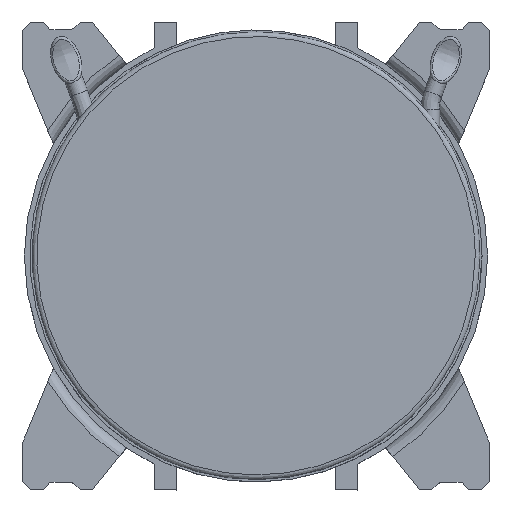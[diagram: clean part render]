
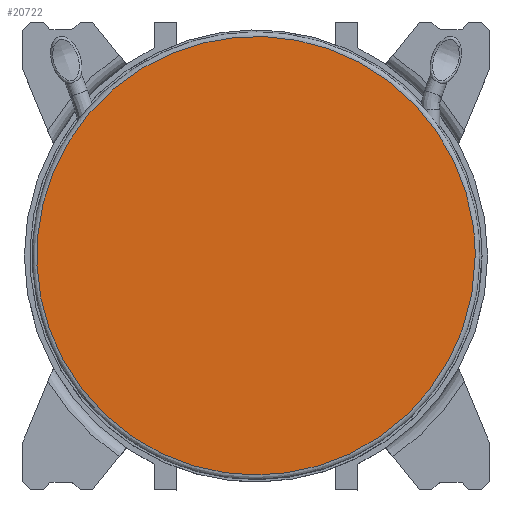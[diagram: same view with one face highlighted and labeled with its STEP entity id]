
A CAD part, top view. The second image highlights one B-rep face of the part: STEP entity #20722.
In plain terms, the highlighted free-form (B-spline) face has degree [1, 1] with [2, 2] control points.
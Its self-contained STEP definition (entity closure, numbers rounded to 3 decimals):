
#20689=CARTESIAN_POINT('',(0.97,0.,0.4));
#20690=VERTEX_POINT('',#20689);
#20697=CARTESIAN_POINT('',(0.97,0.,0.4));
#20698=CARTESIAN_POINT('',(0.97,-0.97,0.4));
#20699=CARTESIAN_POINT('',(0.,-0.97,0.4));
#20700=CARTESIAN_POINT('',(-0.97,-0.97,0.4));
#20701=CARTESIAN_POINT('',(-0.97,0.,0.4));
#20702=CARTESIAN_POINT('',(-0.97,0.97,0.4));
#20703=CARTESIAN_POINT('',(0.,0.97,0.4));
#20704=CARTESIAN_POINT('',(0.97,0.97,0.4));
#20705=CARTESIAN_POINT('',(0.97,0.,0.4));
#20706=(BOUNDED_CURVE()B_SPLINE_CURVE(2,(#20697,#20698,#20699,#20700,#20701,#20702,#20703,#20704,#20705),.CIRCULAR_ARC.,.T.,.U.)B_SPLINE_CURVE_WITH_KNOTS((3,2,2,2,3),(0.,0.25,0.5,0.75,1.),.UNSPECIFIED.)CURVE()GEOMETRIC_REPRESENTATION_ITEM()RATIONAL_B_SPLINE_CURVE((1.,0.707,1.,0.707,1.,0.707,1.,0.707,1.))REPRESENTATION_ITEM(''));
#20707=EDGE_CURVE('',#20690,#20690,#20706,.T.);
#20714=CARTESIAN_POINT('',(-2.91,-2.91,0.4));
#20715=CARTESIAN_POINT('',(-2.91,2.91,0.4));
#20716=CARTESIAN_POINT('',(2.91,-2.91,0.4));
#20717=CARTESIAN_POINT('',(2.91,2.91,0.4));
#20718=B_SPLINE_SURFACE_WITH_KNOTS('',1,1,((#20714,#20715),(#20716,#20717)),.PLANE_SURF.,.F.,.F.,.U.,(2,2),(2,2),(-1.,2.),(-1.,2.),.UNSPECIFIED.);
#20719=ORIENTED_EDGE('',*,*,#20707,.F.);
#20720=EDGE_LOOP('',(#20719));
#20721=FACE_OUTER_BOUND('',#20720,.T.);
#20722=ADVANCED_FACE('',(#20721),#20718,.T.);
